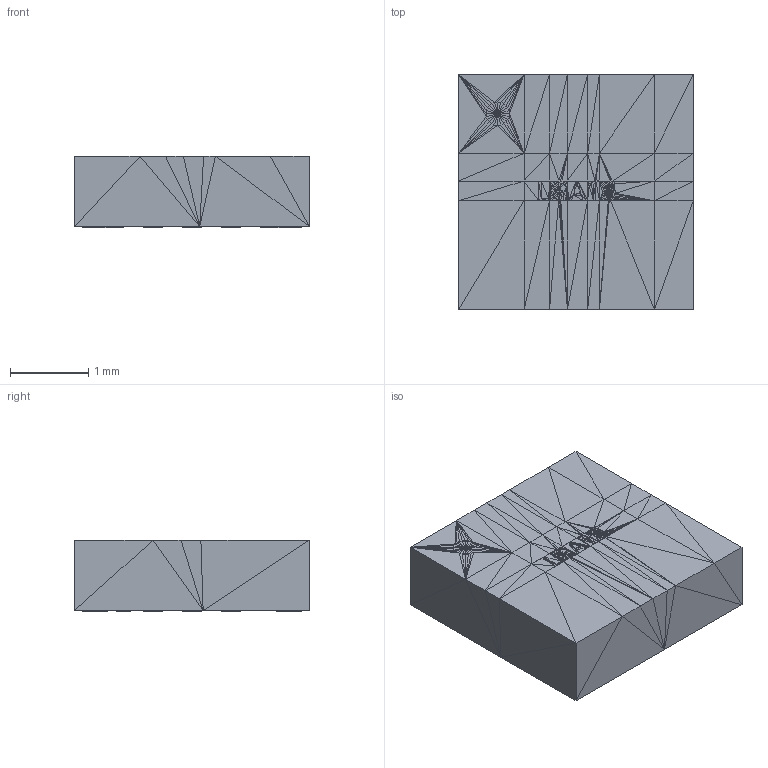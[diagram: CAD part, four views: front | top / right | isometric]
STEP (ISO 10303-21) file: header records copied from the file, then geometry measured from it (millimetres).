
FILE_DESCRIPTION(('auto-generated'),'2;1');
FILE_SCHEMA(('CONFIG_CONTROL_DESIGN'));
Bounding box: 3 x 3 x 0.92 mm (x, y, z)
Volume: 0 mm3; surface area: 31.9 mm2
Topology: 17 solids, 33 shells, 1668 faces, 2799 edges, 1167 vertices
Faces by surface type: plane 1668
Entity records: 26541 total; most frequent: ORIENTED_EDGE 5004, DIRECTION 3412, EDGE_CURVE 2799, LINE 2798, VECTOR 1788, AXIS2_PLACEMENT_3D 1669, PLANE 1668, EDGE_LOOP 1668
